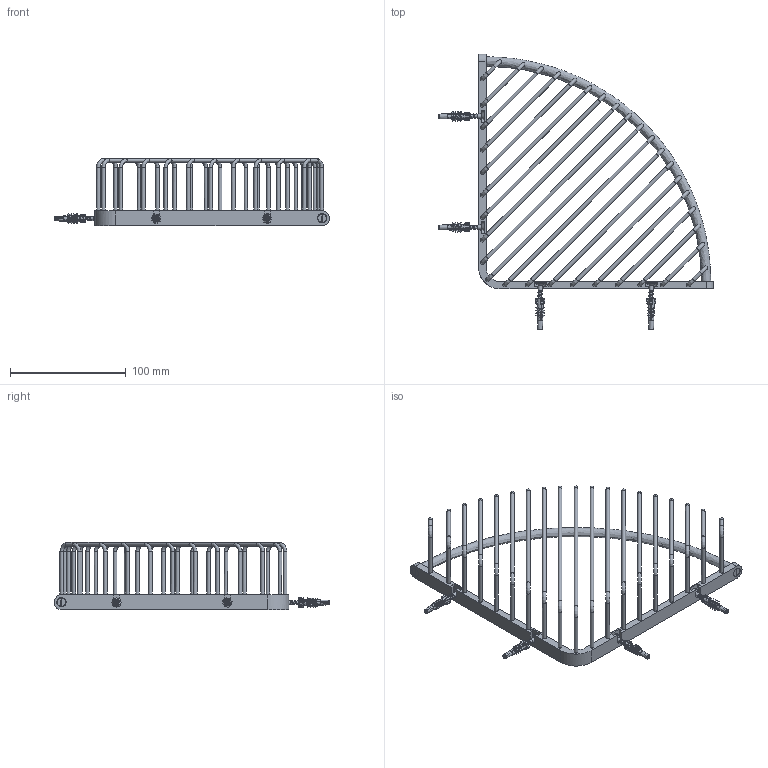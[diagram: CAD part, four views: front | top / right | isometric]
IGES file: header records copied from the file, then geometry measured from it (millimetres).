
Global section: file name: N156XL; native system: Autodesk Inventor 2018; preprocessor: unknown; author: aprice; date: 20171018.081011; units: millimetre
Bounding box: 237.7 x 238.55 x 57.95 mm (x, y, z)
Volume: 78191.9 mm3; surface area: 73093.7 mm2
Topology: 31 solids, 31 shells, 1250 faces, 3642 edges, 2430 vertices
Faces by surface type: bspline 1250
